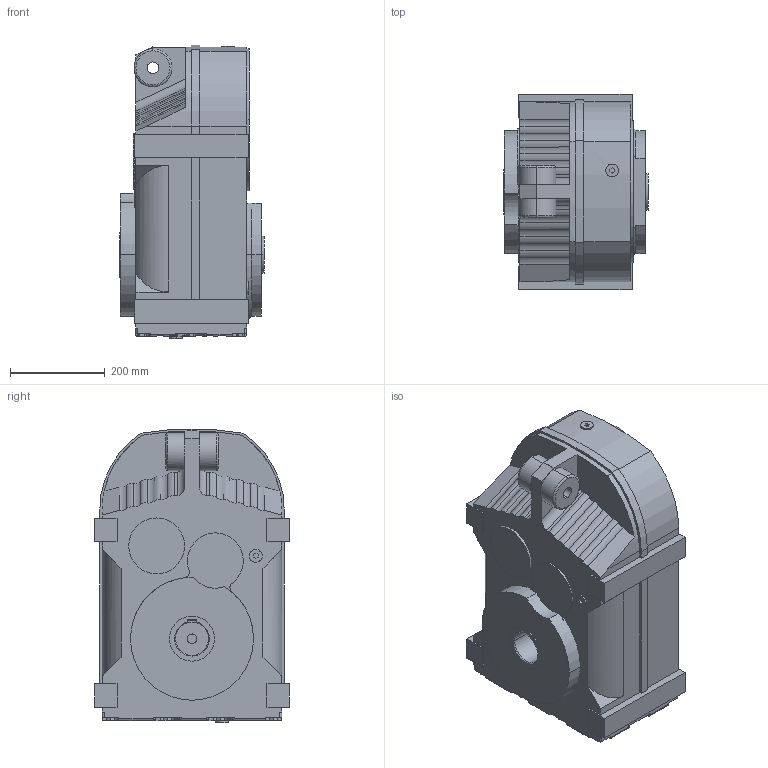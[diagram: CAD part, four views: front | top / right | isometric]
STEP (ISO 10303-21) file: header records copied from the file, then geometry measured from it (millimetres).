
FILE_DESCRIPTION(('STEP AP214'),'1');
FILE_NAME('cctmp_4B343CEE-0C82-4B81-AC1F-B72B54F5C9A6_2022_07_07_16_00_51_0926..stp','2022-07-07T14:00:52',('SEW-EURODRIVE GmbH & Co KG'),('CADClick - www.CADClick.com'),'Spatial InterOp 3D postprocessed',' ','unknown authorization');
FILE_SCHEMA(('AUTOMOTIVE_DESIGN'));
Length unit declared in the file: millimetre
Products named in the file (1): 2022_07_07_16_00_51_0926
Bounding box: 305 x 412 x 621.08 mm (x, y, z)
Volume: 51896507.2 mm3; surface area: 1075312.3 mm2
Topology: 1 solids, 2 shells, 427 faces, 1140 edges, 751 vertices
Faces by surface type: plane 258, cylinder 141, bspline 18, cone 6, torus 4
Entity records: 15152 total; most frequent: CARTESIAN_POINT 3218, ORIENTED_EDGE 2280, DIRECTION 2131, EDGE_CURVE 1140, LINE 755, VECTOR 755, VERTEX_POINT 751, AXIS2_PLACEMENT_3D 688
